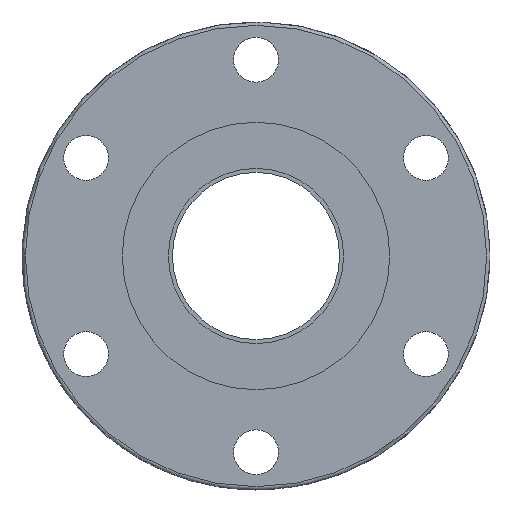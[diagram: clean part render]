
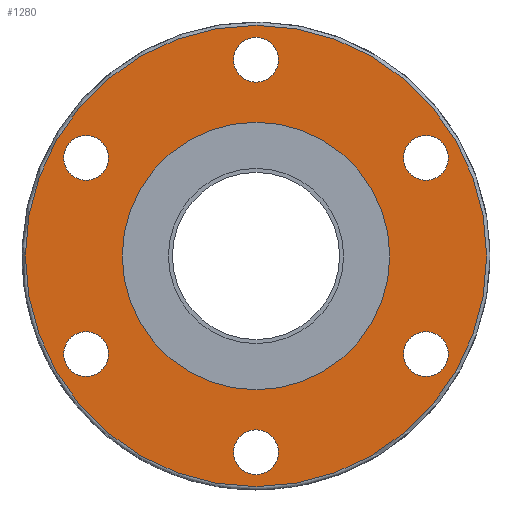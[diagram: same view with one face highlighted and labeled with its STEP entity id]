
A CAD part, left-side view. The second image highlights one B-rep face of the part: STEP entity #1280.
In plain terms, the highlighted face is planar.
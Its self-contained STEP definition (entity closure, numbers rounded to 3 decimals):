
#491=CARTESIAN_POINT('',(0.,-14.,0.));
#492=VERTEX_POINT('',#491);
#493=CARTESIAN_POINT('',(0.,0.,0.));
#494=DIRECTION('',(0.0,0.0,1.0));
#495=DIRECTION('',(0.0,-1.0,0.0));
#496=AXIS2_PLACEMENT_3D('',#493,#494,#495);
#497=CIRCLE('',#496,14.);
#498=EDGE_CURVE('',#492,#492,#497,.T.);
#906=CARTESIAN_POINT('',(27.093,-11.774,0.));
#907=VERTEX_POINT('',#906);
#908=CARTESIAN_POINT('',(25.418,-14.675,0.));
#909=DIRECTION('',(0.,0.,1.));
#910=DIRECTION('',(-0.5,-0.866,0.));
#911=AXIS2_PLACEMENT_3D('',#908,#909,#910);
#912=CIRCLE('',#911,3.35);
#913=EDGE_CURVE('',#907,#907,#912,.T.);
#955=CARTESIAN_POINT('',(3.35,-29.35,0.));
#956=VERTEX_POINT('',#955);
#957=CARTESIAN_POINT('',(0.,-29.35,0.));
#958=DIRECTION('',(0.0,0.0,1.0));
#959=DIRECTION('',(-1.0,0.0,0.0));
#960=AXIS2_PLACEMENT_3D('',#957,#958,#959);
#961=CIRCLE('',#960,3.35);
#962=EDGE_CURVE('',#956,#956,#961,.T.);
#1004=CARTESIAN_POINT('',(-23.743,-17.576,0.));
#1005=VERTEX_POINT('',#1004);
#1006=CARTESIAN_POINT('',(-25.418,-14.675,0.));
#1007=DIRECTION('',(0.,0.,1.0));
#1008=DIRECTION('',(-0.5,0.866,0.));
#1009=AXIS2_PLACEMENT_3D('',#1006,#1007,#1008);
#1010=CIRCLE('',#1009,3.35);
#1011=EDGE_CURVE('',#1005,#1005,#1010,.T.);
#1053=CARTESIAN_POINT('',(-27.093,11.774,0.));
#1054=VERTEX_POINT('',#1053);
#1055=CARTESIAN_POINT('',(-25.418,14.675,0.));
#1056=DIRECTION('',(0.,0.,1.));
#1057=DIRECTION('',(0.5,0.866,0.));
#1058=AXIS2_PLACEMENT_3D('',#1055,#1056,#1057);
#1059=CIRCLE('',#1058,3.35);
#1060=EDGE_CURVE('',#1054,#1054,#1059,.T.);
#1094=CARTESIAN_POINT('',(23.743,17.576,0.));
#1095=VERTEX_POINT('',#1094);
#1096=CARTESIAN_POINT('',(25.418,14.675,0.));
#1097=DIRECTION('',(0.,0.,1.));
#1098=DIRECTION('',(0.5,-0.866,0.));
#1099=AXIS2_PLACEMENT_3D('',#1096,#1097,#1098);
#1100=CIRCLE('',#1099,3.35);
#1101=EDGE_CURVE('',#1095,#1095,#1100,.T.);
#1135=CARTESIAN_POINT('',(-3.35,29.35,0.));
#1136=VERTEX_POINT('',#1135);
#1137=CARTESIAN_POINT('',(0.,29.35,0.));
#1138=DIRECTION('',(0.0,0.0,1.0));
#1139=DIRECTION('',(1.0,0.0,0.0));
#1140=AXIS2_PLACEMENT_3D('',#1137,#1138,#1139);
#1141=CIRCLE('',#1140,3.35);
#1142=EDGE_CURVE('',#1136,#1136,#1141,.T.);
#1218=CARTESIAN_POINT('',(34.5,0.,0.));
#1219=VERTEX_POINT('',#1218);
#1220=CARTESIAN_POINT('',(0.,0.,0.));
#1221=DIRECTION('',(0.0,0.0,1.0));
#1222=DIRECTION('',(-1.0,0.0,0.0));
#1223=AXIS2_PLACEMENT_3D('',#1220,#1221,#1222);
#1224=CIRCLE('',#1223,34.5);
#1225=EDGE_CURVE('',#1219,#1219,#1224,.T.);
#1251=CARTESIAN_POINT('',(0.,0.,0.));
#1252=DIRECTION('',(0.0,0.0,-1.0));
#1253=DIRECTION('',(-1.0,0.0,0.0));
#1254=AXIS2_PLACEMENT_3D('',#1251,#1252,#1253);
#1255=PLANE('',#1254);
#1256=ORIENTED_EDGE('',*,*,#1225,.F.);
#1257=EDGE_LOOP('',(#1256));
#1258=FACE_OUTER_BOUND('',#1257,.T.);
#1259=ORIENTED_EDGE('',*,*,#498,.T.);
#1260=EDGE_LOOP('',(#1259));
#1261=FACE_BOUND('',#1260,.T.);
#1262=ORIENTED_EDGE('',*,*,#913,.T.);
#1263=EDGE_LOOP('',(#1262));
#1264=FACE_BOUND('',#1263,.T.);
#1265=ORIENTED_EDGE('',*,*,#962,.T.);
#1266=EDGE_LOOP('',(#1265));
#1267=FACE_BOUND('',#1266,.T.);
#1268=ORIENTED_EDGE('',*,*,#1011,.T.);
#1269=EDGE_LOOP('',(#1268));
#1270=FACE_BOUND('',#1269,.T.);
#1271=ORIENTED_EDGE('',*,*,#1060,.T.);
#1272=EDGE_LOOP('',(#1271));
#1273=FACE_BOUND('',#1272,.T.);
#1274=ORIENTED_EDGE('',*,*,#1101,.T.);
#1275=EDGE_LOOP('',(#1274));
#1276=FACE_BOUND('',#1275,.T.);
#1277=ORIENTED_EDGE('',*,*,#1142,.T.);
#1278=EDGE_LOOP('',(#1277));
#1279=FACE_BOUND('',#1278,.T.);
#1280=ADVANCED_FACE('',(#1258,#1261,#1264,#1267,#1270,#1273,#1276,#1279),#1255,.T.);
